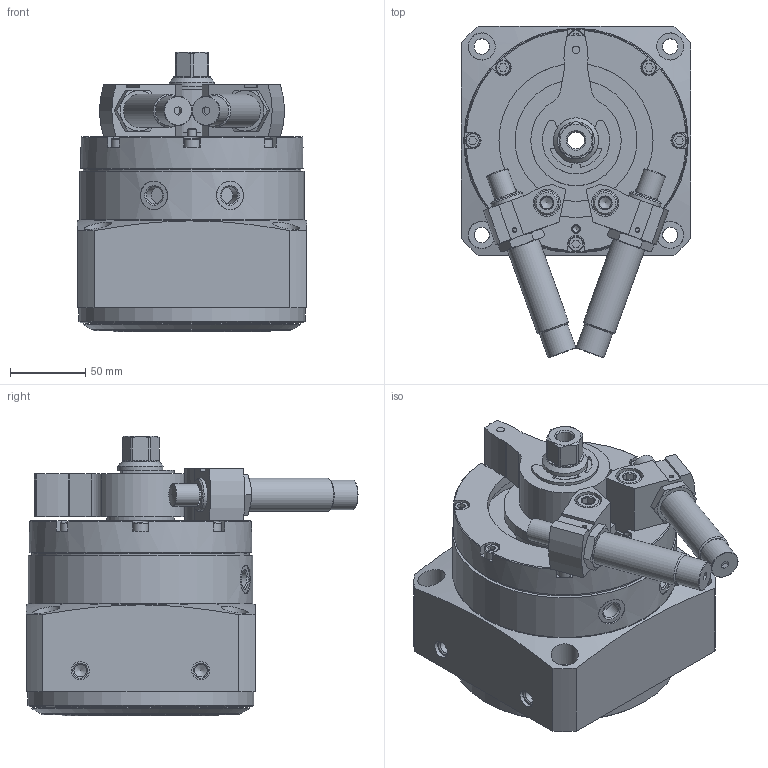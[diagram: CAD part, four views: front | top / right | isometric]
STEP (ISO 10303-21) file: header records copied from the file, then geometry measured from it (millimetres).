
FILE_DESCRIPTION(/* description */ ('STEP AP214'),/* implementation_level */ '2;1');
FILE_NAME(/* name */ '1369127_DSM-63-270-CC-HD-A-B',/* time_stamp */ '2024-08-21T18:52:13+02:00',/* author */ ('License CC BY-ND 4.0'),/* organization */ ('CADENAS'),/* preprocessor_version */ 'ST-DEVELOPER v19.3',/* originating_system */ 'PARTsolutions',/* authorisation */ ' ');
FILE_SCHEMA (('AUTOMOTIVE_DESIGN {1 0 10303 214 3 1 1}'));
Length unit declared in the file: millimetre
Products named in the file (9): 1369127 DSM-63-270-CC-HD-A-B---(0); 1365240 DSM-63-270-HD---(Geh); 714510 DSM-63_NS; 737476 DSM-63-BR---(HZ); 553593 DYSC-16-18-Y1F---(SD_0); DIN-912 - M10x40(F); 337143 VAL-1/8-10 M22X1.5-6-27; 737477 DSM-63-BL---(HZ); 1365240 DSM-63-270-HD---(Kol)
Assembly tree (12 placements, depth 2):
  1369127 DSM-63-270-CC-HD-A-B---(0)
    1365240 DSM-63-270-HD---(Geh)
    714510 DSM-63_NS  x2
    737476 DSM-63-BR---(HZ)
    553593 DYSC-16-18-Y1F---(SD_0)  x2
    DIN-912 - M10x40(F)  x2
    337143 VAL-1/8-10 M22X1.5-6-27  x2
    737477 DSM-63-BL---(HZ)
    1365240 DSM-63-270-HD---(Kol)
Bounding box: 152 x 220.24 x 185.5 mm (x, y, z)
Volume: 2261765.7 mm3; surface area: 339948.8 mm2
Topology: 12 solids, 12 shells, 625 faces, 1435 edges, 920 vertices
Faces by surface type: plane 328, cylinder 184, cone 99, torus 12, sphere 2
Full cylindrical faces by diameter (mm): 2.459 x2, 3.1 x2, 5.1 x2, 6 x1, 6.647 x4, 8 x2, 8.376 x8, 10 x10, 10.106 x4, 10.2 x4, 11 x2, 11.445 x3, 12 x10, 13 x4, 15 x8, 16 x2, 18 x6, 19 x2, 19.6 x2, 20 x1, 20.376 x4, 22 x2, 24 x1, 24.6 x1, 25 x1, 30 x2, 35 x2, 40 x2, 45 x1, 69 x1
Entity records: 16152 total; most frequent: CARTESIAN_POINT 2729, DIRECTION 2593, ORIENTED_EDGE 2114, EDGE_CURVE 1057, AXIS2_PLACEMENT_3D 1026, FACE_BOUND 849, EDGE_LOOP 839, VERTEX_POINT 792
